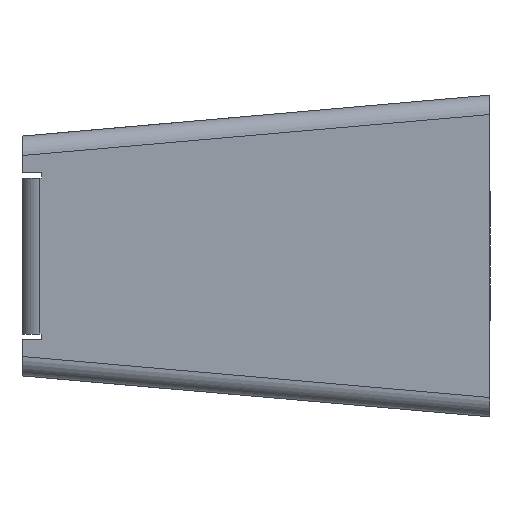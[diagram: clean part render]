
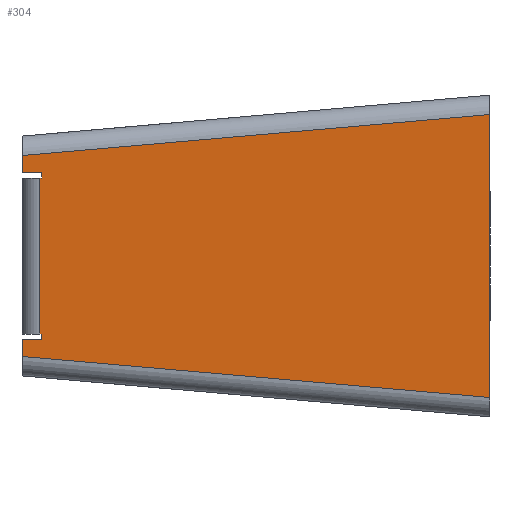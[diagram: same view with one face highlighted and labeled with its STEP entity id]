
A CAD part, left-side view. The second image highlights one B-rep face of the part: STEP entity #304.
In plain terms, the highlighted planar face has unit normal (-0.996, 0.087, 0).
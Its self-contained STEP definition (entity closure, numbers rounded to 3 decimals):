
#1 = LINE ( 'NONE', #887, #1399 ) ;
#56 = ORIENTED_EDGE ( 'NONE', *, *, #1442, .T. ) ;
#57 = VERTEX_POINT ( 'NONE', #307 ) ;
#64 = DIRECTION ( 'NONE',  ( 0.087, 0.996, 0. ) ) ;
#84 = LINE ( 'NONE', #1529, #745 ) ;
#94 = EDGE_CURVE ( 'NONE', #1183, #245, #84, .T. ) ;
#113 = DIRECTION ( 'NONE',  ( 0., 0., -1. ) ) ;
#202 = CARTESIAN_POINT ( 'NONE',  ( -162.9, 24., 8.25 ) ) ;
#212 = FACE_OUTER_BOUND ( 'NONE', #649, .T. ) ;
#228 = PLANE ( 'NONE',  #1156 ) ;
#231 = DIRECTION ( 'NONE',  ( 0., 0., -1. ) ) ;
#245 = VERTEX_POINT ( 'NONE', #529 ) ;
#246 = VERTEX_POINT ( 'NONE', #1015 ) ;
#247 = VECTOR ( 'NONE', #993, 1000. ) ;
#258 = VERTEX_POINT ( 'NONE', #1256 ) ;
#291 = VECTOR ( 'NONE', #437, 1000. ) ;
#304 = ADVANCED_FACE ( 'NONE', ( #212 ), #228, .F. ) ;
#307 = CARTESIAN_POINT ( 'NONE',  ( -162.9, 24., 5.154 ) ) ;
#339 = VECTOR ( 'NONE', #64, 1000. ) ;
#379 = CARTESIAN_POINT ( 'NONE',  ( -162.9, 24., 8.25 ) ) ;
#399 = LINE ( 'NONE', #1139, #1407 ) ;
#409 = DIRECTION ( 'NONE',  ( 0., 0., -1. ) ) ;
#414 = VERTEX_POINT ( 'NONE', #1005 ) ;
#437 = DIRECTION ( 'NONE',  ( 0.087, 0.992, -0.087 ) ) ;
#444 = CARTESIAN_POINT ( 'NONE',  ( -162.9, 24., -4.3 ) ) ;
#464 = CARTESIAN_POINT ( 'NONE',  ( -162.9, 24., 8.25 ) ) ;
#478 = CARTESIAN_POINT ( 'NONE',  ( -162.988, 23., 4. ) ) ;
#487 = LINE ( 'NONE', #379, #247 ) ;
#517 = EDGE_CURVE ( 'NONE', #245, #414, #399, .T. ) ;
#529 = CARTESIAN_POINT ( 'NONE',  ( -162.988, 23., -4. ) ) ;
#552 = VERTEX_POINT ( 'NONE', #1489 ) ;
#632 = VERTEX_POINT ( 'NONE', #444 ) ;
#634 = CARTESIAN_POINT ( 'NONE',  ( -165.008, -0.086, -7.261 ) ) ;
#641 = VECTOR ( 'NONE', #231, 1000. ) ;
#649 = EDGE_LOOP ( 'NONE', ( #1236, #1558, #1185, #1218, #1263, #1458, #770, #902, #56, #1486, #676, #836 ) ) ;
#671 = DIRECTION ( 'NONE',  ( 0., 0., -1. ) ) ;
#676 = ORIENTED_EDGE ( 'NONE', *, *, #941, .T. ) ;
#677 = CARTESIAN_POINT ( 'NONE',  ( -162.9, 24., 4.3 ) ) ;
#696 = VERTEX_POINT ( 'NONE', #802 ) ;
#709 = DIRECTION ( 'NONE',  ( 0.996, -0.087, 0. ) ) ;
#724 = LINE ( 'NONE', #634, #1196 ) ;
#745 = VECTOR ( 'NONE', #917, 1000. ) ;
#766 = CARTESIAN_POINT ( 'NONE',  ( -162.98, 23.087, -4. ) ) ;
#770 = ORIENTED_EDGE ( 'NONE', *, *, #1512, .T. ) ;
#771 = EDGE_CURVE ( 'NONE', #57, #982, #966, .T. ) ;
#792 = LINE ( 'NONE', #1278, #1331 ) ;
#802 = CARTESIAN_POINT ( 'NONE',  ( -162.988, 23., 4.3 ) ) ;
#827 = DIRECTION ( 'NONE',  ( 0.087, 0.996, 0. ) ) ;
#835 = EDGE_CURVE ( 'NONE', #1076, #1183, #1124, .T. ) ;
#836 = ORIENTED_EDGE ( 'NONE', *, *, #1149, .T. ) ;
#887 = CARTESIAN_POINT ( 'NONE',  ( -162.9, 24., 4. ) ) ;
#902 = ORIENTED_EDGE ( 'NONE', *, *, #956, .F. ) ;
#909 = VERTEX_POINT ( 'NONE', #478 ) ;
#917 = DIRECTION ( 'NONE',  ( -0.087, -0.996, 0. ) ) ;
#941 = EDGE_CURVE ( 'NONE', #982, #696, #1297, .T. ) ;
#956 = EDGE_CURVE ( 'NONE', #258, #246, #792, .T. ) ;
#966 = LINE ( 'NONE', #202, #1352 ) ;
#981 = LINE ( 'NONE', #1472, #1162 ) ;
#982 = VERTEX_POINT ( 'NONE', #677 ) ;
#993 = DIRECTION ( 'NONE',  ( 0., 0., -1. ) ) ;
#1005 = CARTESIAN_POINT ( 'NONE',  ( -162.988, 23., -4.3 ) ) ;
#1015 = CARTESIAN_POINT ( 'NONE',  ( -165., 0., -7.254 ) ) ;
#1024 = CARTESIAN_POINT ( 'NONE',  ( -162.9, 24., -4.3 ) ) ;
#1076 = VERTEX_POINT ( 'NONE', #1358 ) ;
#1121 = DIRECTION ( 'NONE',  ( 0.087, 0.996, 0. ) ) ;
#1124 = LINE ( 'NONE', #1268, #641 ) ;
#1131 = LINE ( 'NONE', #1024, #339 ) ;
#1139 = CARTESIAN_POINT ( 'NONE',  ( -162.988, 23., 8.25 ) ) ;
#1140 = EDGE_CURVE ( 'NONE', #632, #552, #487, .T. ) ;
#1149 = EDGE_CURVE ( 'NONE', #696, #909, #981, .T. ) ;
#1156 = AXIS2_PLACEMENT_3D ( 'NONE', #464, #709, #827 ) ;
#1162 = VECTOR ( 'NONE', #113, 1000. ) ;
#1183 = VERTEX_POINT ( 'NONE', #766 ) ;
#1184 = DIRECTION ( 'NONE',  ( 0., 0., -1. ) ) ;
#1185 = ORIENTED_EDGE ( 'NONE', *, *, #94, .T. ) ;
#1196 = VECTOR ( 'NONE', #1497, 1000. ) ;
#1218 = ORIENTED_EDGE ( 'NONE', *, *, #517, .T. ) ;
#1236 = ORIENTED_EDGE ( 'NONE', *, *, #1535, .T. ) ;
#1256 = CARTESIAN_POINT ( 'NONE',  ( -165., 0., 7.254 ) ) ;
#1263 = ORIENTED_EDGE ( 'NONE', *, *, #1287, .T. ) ;
#1268 = CARTESIAN_POINT ( 'NONE',  ( -162.98, 23.087, 8.25 ) ) ;
#1278 = CARTESIAN_POINT ( 'NONE',  ( -165., 0., 8.25 ) ) ;
#1287 = EDGE_CURVE ( 'NONE', #414, #632, #1131, .T. ) ;
#1297 = LINE ( 'NONE', #1534, #1389 ) ;
#1331 = VECTOR ( 'NONE', #671, 1000. ) ;
#1352 = VECTOR ( 'NONE', #1184, 1000. ) ;
#1358 = CARTESIAN_POINT ( 'NONE',  ( -162.98, 23.087, 4. ) ) ;
#1389 = VECTOR ( 'NONE', #1525, 1000. ) ;
#1399 = VECTOR ( 'NONE', #1121, 1000. ) ;
#1407 = VECTOR ( 'NONE', #409, 1000. ) ;
#1419 = CARTESIAN_POINT ( 'NONE',  ( -162.908, 23.914, 5.162 ) ) ;
#1442 = EDGE_CURVE ( 'NONE', #258, #57, #1549, .T. ) ;
#1458 = ORIENTED_EDGE ( 'NONE', *, *, #1140, .T. ) ;
#1472 = CARTESIAN_POINT ( 'NONE',  ( -162.988, 23., 8.25 ) ) ;
#1486 = ORIENTED_EDGE ( 'NONE', *, *, #771, .T. ) ;
#1489 = CARTESIAN_POINT ( 'NONE',  ( -162.9, 24., -5.154 ) ) ;
#1497 = DIRECTION ( 'NONE',  ( -0.087, -0.992, -0.087 ) ) ;
#1512 = EDGE_CURVE ( 'NONE', #552, #246, #724, .T. ) ;
#1525 = DIRECTION ( 'NONE',  ( -0.087, -0.996, 0. ) ) ;
#1529 = CARTESIAN_POINT ( 'NONE',  ( -162.9, 24., -4. ) ) ;
#1534 = CARTESIAN_POINT ( 'NONE',  ( -162.9, 24., 4.3 ) ) ;
#1535 = EDGE_CURVE ( 'NONE', #909, #1076, #1, .T. ) ;
#1549 = LINE ( 'NONE', #1419, #291 ) ;
#1558 = ORIENTED_EDGE ( 'NONE', *, *, #835, .T. ) ;
